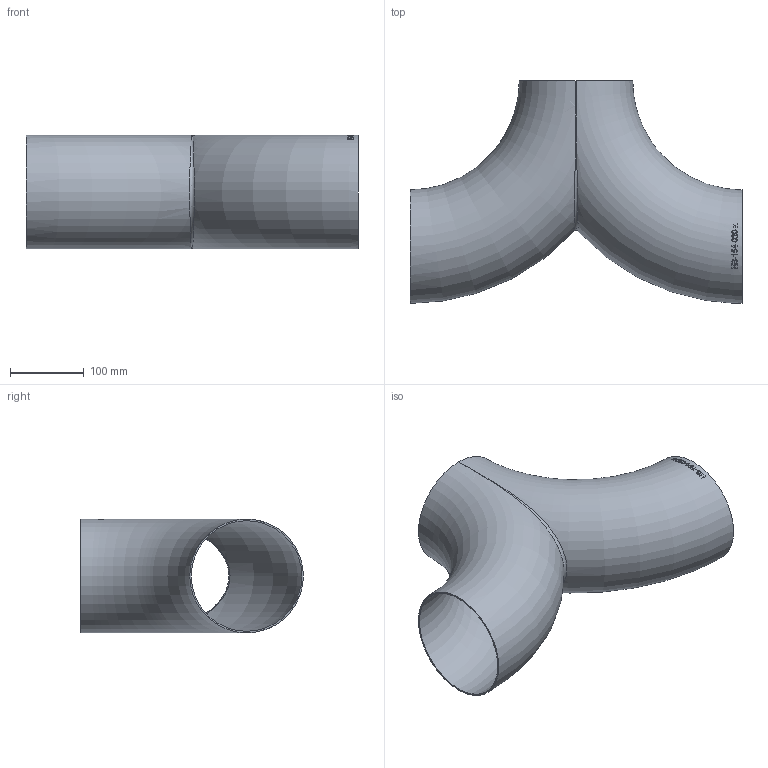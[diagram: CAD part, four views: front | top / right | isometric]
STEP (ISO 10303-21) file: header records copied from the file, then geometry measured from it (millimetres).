
FILE_DESCRIPTION (( 'STEP AP214' ), '1' );
FILE_NAME ('HB-154-020-x Hosenbogen 1909.STEP', '2019-09-17T13:09:25', ( '' ), ( '' ), 'SwSTEP 2.0', 'SolidWorks 2016', '' );
FILE_SCHEMA (( 'AUTOMOTIVE_DESIGN' ));
Length unit declared in the file: millimetre
Products named in the file (1): HB-154-020-x Hosenbogen 1909
Bounding box: 450 x 302 x 154 mm (x, y, z)
Volume: 521540.1 mm3; surface area: 524603.1 mm2
Topology: 1 solids, 1 shells, 147 faces, 385 edges, 252 vertices
Faces by surface type: plane 86, bspline 40, torus 21
Entity records: 9308 total; most frequent: CARTESIAN_POINT 4800, ORIENTED_EDGE 750, EDGE_CURVE 375, DIRECTION 353, VERTEX_POINT 250, B_SPLINE_CURVE_WITH_KNOTS 246, EDGE_LOOP 171, FACE_OUTER_BOUND 151
